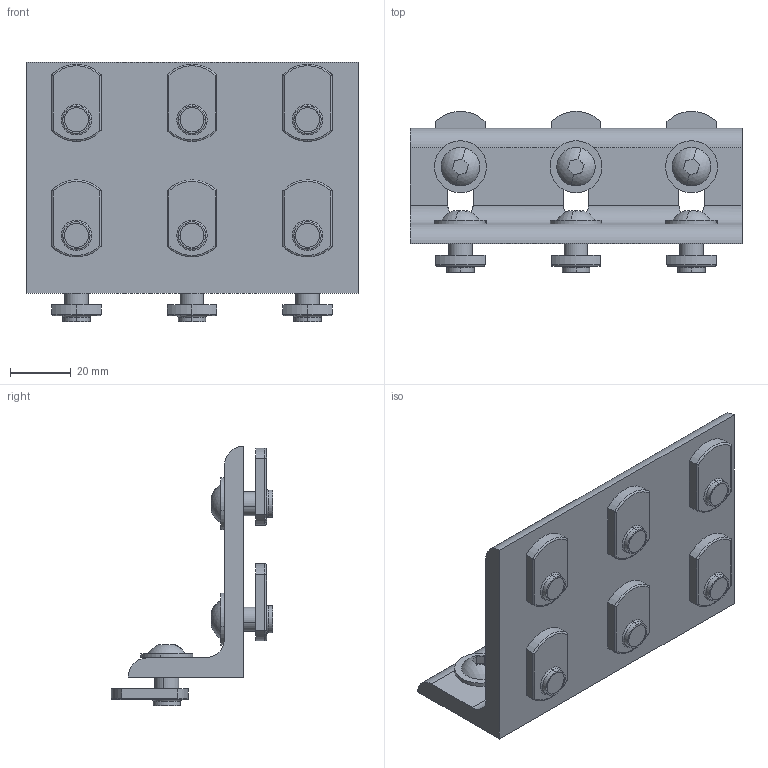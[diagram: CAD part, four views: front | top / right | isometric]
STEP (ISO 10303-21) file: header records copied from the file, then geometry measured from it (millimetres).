
FILE_DESCRIPTION (( 'STEP AP203' ), '1' );
FILE_NAME ('653129.SLDASM.step', '2003-10-13T11:25:24', ( 'Jerry Winters' ), ( 'GoEngineer' ), 'SwSTEP 2.0', 'SolidWorks 2003174', '' );
FILE_SCHEMA (( 'CONFIG_CONTROL_DESIGN' ));
Length unit declared in the file: inch
Products named in the file (5): 653129.SLDASM; Inside Corner Brackets (SLOT)_653129; 651129; FBHSCS_651134; 651097
Assembly tree (12 placements, depth 3):
  653129.SLDASM
    651129  x9
      FBHSCS_651134
      651097
    Inside Corner Brackets (SLOT)_653129
Bounding box: 109.47 x 53.21 x 85.72 mm (x, y, z)
Volume: 91222.8 mm3; surface area: 44896.2 mm2
Topology: 19 solids, 19 shells, 351 faces, 780 edges, 491 vertices
Faces by surface type: plane 147, cylinder 141, torus 45, sphere 18
Entity records: 3109 total; most frequent: CARTESIAN_POINT 513, DIRECTION 432, ORIENTED_EDGE 360, EDGE_CURVE 180, AXIS2_PLACEMENT_3D 172, VERTEX_POINT 115, EDGE_LOOP 91, LINE 88
